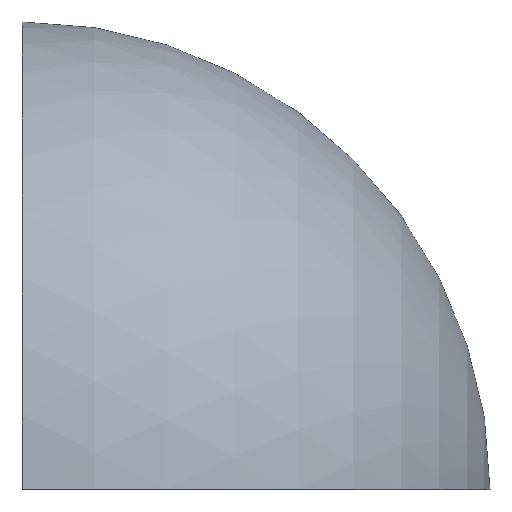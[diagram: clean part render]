
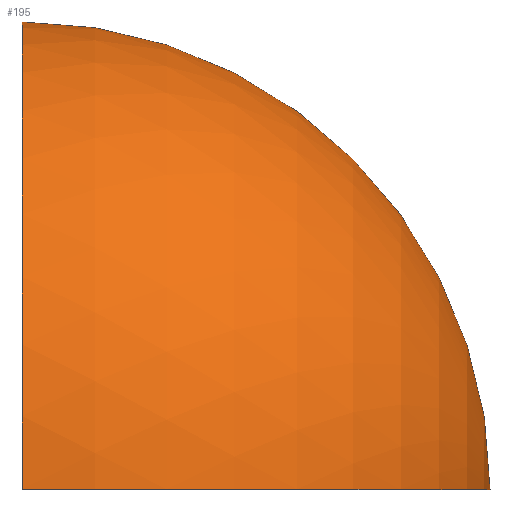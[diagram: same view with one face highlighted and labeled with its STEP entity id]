
A CAD part, top view. The second image highlights one B-rep face of the part: STEP entity #195.
In plain terms, the highlighted spherical face has radius 22.225 mm.
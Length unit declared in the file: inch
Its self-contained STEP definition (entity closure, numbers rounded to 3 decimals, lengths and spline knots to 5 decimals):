
#4 = CARTESIAN_POINT ( 'NONE',  ( 0., -0.875, 0. ) ) ;
#10 = DIRECTION ( 'NONE',  ( 0., 1., 0. ) ) ;
#16 = DIRECTION ( 'NONE',  ( 1., 0., 0. ) ) ;
#17 = DIRECTION ( 'NONE',  ( 0., 0., 1. ) ) ;
#18 = AXIS2_PLACEMENT_3D ( 'NONE', #29, #43, #105 ) ;
#25 = SPHERICAL_SURFACE ( 'NONE', #88, 0.875 ) ;
#29 = CARTESIAN_POINT ( 'NONE',  ( 0., -0.875, 0. ) ) ;
#32 = AXIS2_PLACEMENT_3D ( 'NONE', #101, #143, #92 ) ;
#43 = DIRECTION ( 'NONE',  ( 0., 0., 1. ) ) ;
#48 = VERTEX_POINT ( 'NONE', #141 ) ;
#49 = VERTEX_POINT ( 'NONE', #52 ) ;
#51 = DIRECTION ( 'NONE',  ( 0., 0., 1. ) ) ;
#52 = CARTESIAN_POINT ( 'NONE',  ( 0., 0., 0. ) ) ;
#53 = EDGE_CURVE ( 'NONE', #48, #49, #133, .T. ) ;
#58 = FACE_OUTER_BOUND ( 'NONE', #164, .T. ) ;
#63 = EDGE_CURVE ( 'NONE', #123, #48, #112, .T. ) ;
#67 = CARTESIAN_POINT ( 'NONE',  ( 0., -0.875, 0. ) ) ;
#88 = AXIS2_PLACEMENT_3D ( 'NONE', #67, #16, #17 ) ;
#92 = DIRECTION ( 'NONE',  ( 0., 0., -1. ) ) ;
#101 = CARTESIAN_POINT ( 'NONE',  ( 0., -0.875, 0. ) ) ;
#105 = DIRECTION ( 'NONE',  ( -1., 0., 0. ) ) ;
#108 = EDGE_CURVE ( 'NONE', #123, #49, #137, .T. ) ;
#112 = CIRCLE ( 'NONE', #138, 0.875 ) ;
#115 = ORIENTED_EDGE ( 'NONE', *, *, #63, .T. ) ;
#123 = VERTEX_POINT ( 'NONE', #196 ) ;
#131 = ORIENTED_EDGE ( 'NONE', *, *, #53, .T. ) ;
#133 = CIRCLE ( 'NONE', #18, 0.875 ) ;
#137 = CIRCLE ( 'NONE', #32, 0.875 ) ;
#138 = AXIS2_PLACEMENT_3D ( 'NONE', #4, #10, #51 ) ;
#141 = CARTESIAN_POINT ( 'NONE',  ( 0.875, -0.875, 0. ) ) ;
#143 = DIRECTION ( 'NONE',  ( -1., 0., 0. ) ) ;
#164 = EDGE_LOOP ( 'NONE', ( #115, #131, #167 ) ) ;
#167 = ORIENTED_EDGE ( 'NONE', *, *, #108, .F. ) ;
#195 = ADVANCED_FACE ( 'NONE', ( #58 ), #25, .T. ) ;
#196 = CARTESIAN_POINT ( 'NONE',  ( 0., -0.875, 0.875 ) ) ;
